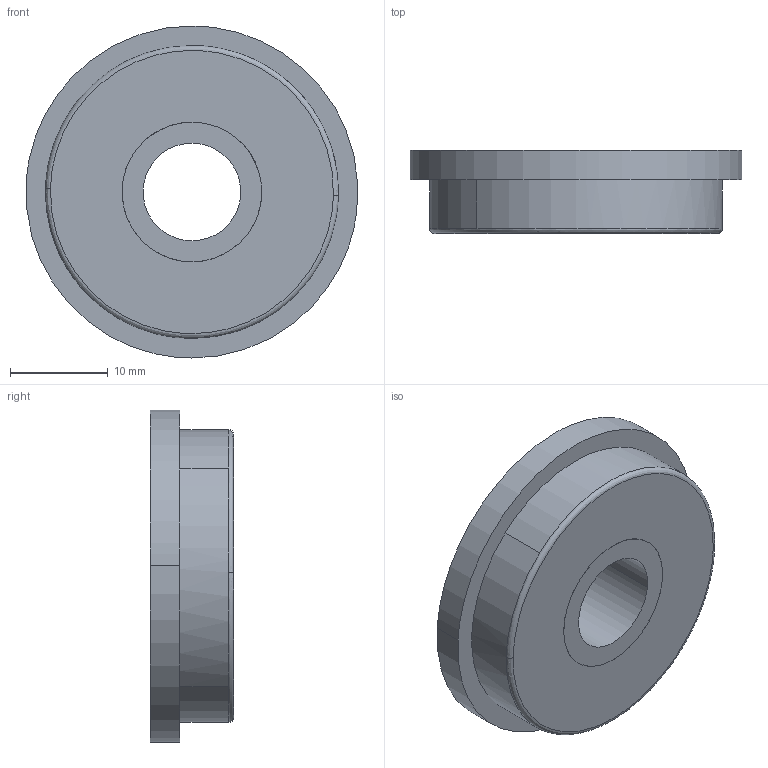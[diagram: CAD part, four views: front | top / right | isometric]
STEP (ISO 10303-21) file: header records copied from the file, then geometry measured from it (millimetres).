
FILE_DESCRIPTION((''),'2;1');
FILE_NAME('','2005-12-15T09:42:17',(''),(''),'','CADfix','');
FILE_SCHEMA(('AUTOMOTIVE_DESIGN'));
Length unit declared in the file: millimetre
Products named in the file (1): roller
Bounding box: 33.95 x 8.5 x 34 mm (x, y, z)
Volume: 5950.5 mm3; surface area: 3859.7 mm2
Topology: 1 solids, 1 shells, 29 faces, 98 edges, 78 vertices
Faces by surface type: bspline 29
Entity records: 1231 total; most frequent: CARTESIAN_POINT 705, ORIENTED_EDGE 196, EDGE_CURVE 98, VERTEX_POINT 78, EDGE_LOOP 38, FACE_OUTER_BOUND 29, ADVANCED_FACE 29, QUASI_UNIFORM_CURVE 18
